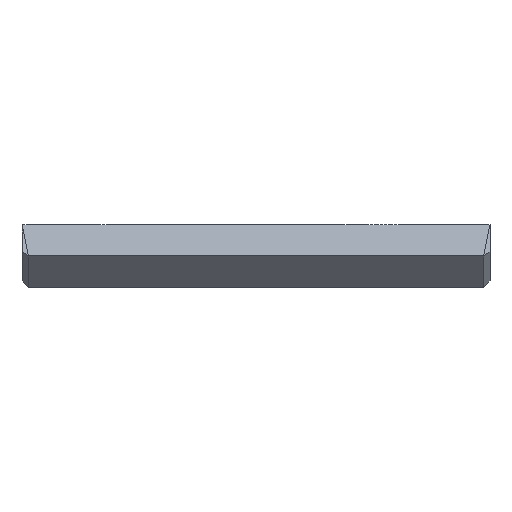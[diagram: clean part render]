
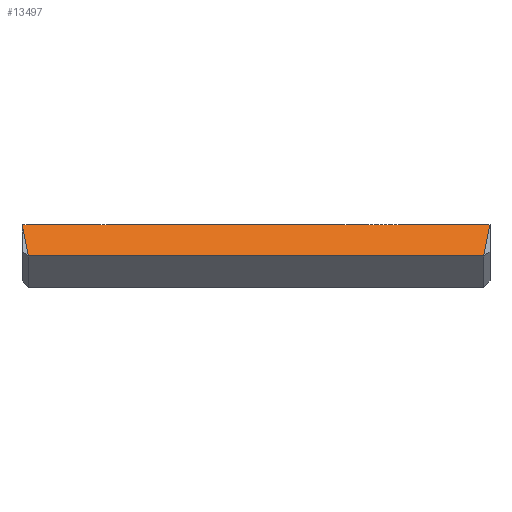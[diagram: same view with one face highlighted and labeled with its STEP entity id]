
A CAD part, left-side view. The second image highlights one B-rep face of the part: STEP entity #13497.
In plain terms, the highlighted planar face has unit normal (0.707, 0, -0.707).
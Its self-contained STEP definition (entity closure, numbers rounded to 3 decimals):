
#2984 = VERTEX_POINT('',#2985);
#2985 = CARTESIAN_POINT('',(111.,110.,4.));
#2991 = EDGE_CURVE('',#2992,#2984,#2994,.T.);
#2992 = VERTEX_POINT('',#2993);
#2993 = CARTESIAN_POINT('',(111.,140.,4.));
#2994 = LINE('',#2995,#2996);
#2995 = CARTESIAN_POINT('',(111.,140.,4.));
#2996 = VECTOR('',#2997,1.);
#2997 = DIRECTION('',(0.,-1.,0.));
#13480 = VERTEX_POINT('',#13481);
#13481 = CARTESIAN_POINT('',(109.,110.4,2.));
#13487 = EDGE_CURVE('',#2984,#13480,#13488,.T.);
#13488 = LINE('',#13489,#13490);
#13489 = CARTESIAN_POINT('',(111.,110.,4.));
#13490 = VECTOR('',#13491,1.);
#13491 = DIRECTION('',(-0.7,0.14,-0.7));
#13497 = ADVANCED_FACE('',(#13498),#13516,.T.);
#13498 = FACE_BOUND('',#13499,.T.);
#13499 = EDGE_LOOP('',(#13500,#13501,#13509,#13515));
#13500 = ORIENTED_EDGE('',*,*,#13487,.T.);
#13501 = ORIENTED_EDGE('',*,*,#13502,.T.);
#13502 = EDGE_CURVE('',#13480,#13503,#13505,.T.);
#13503 = VERTEX_POINT('',#13504);
#13504 = CARTESIAN_POINT('',(109.,139.6,2.));
#13505 = LINE('',#13506,#13507);
#13506 = CARTESIAN_POINT('',(109.,110.4,2.));
#13507 = VECTOR('',#13508,1.);
#13508 = DIRECTION('',(0.,1.,0.));
#13509 = ORIENTED_EDGE('',*,*,#13510,.T.);
#13510 = EDGE_CURVE('',#13503,#2992,#13511,.T.);
#13511 = LINE('',#13512,#13513);
#13512 = CARTESIAN_POINT('',(109.,139.6,2.));
#13513 = VECTOR('',#13514,1.);
#13514 = DIRECTION('',(0.7,0.14,0.7));
#13515 = ORIENTED_EDGE('',*,*,#2991,.T.);
#13516 = PLANE('',#13517);
#13517 = AXIS2_PLACEMENT_3D('',#13518,#13519,#13520);
#13518 = CARTESIAN_POINT('',(110.012,125.,3.012));
#13519 = DIRECTION('',(0.707,0.,
    -0.707));
#13520 = DIRECTION('',(-0.707,0.,
    -0.707));
